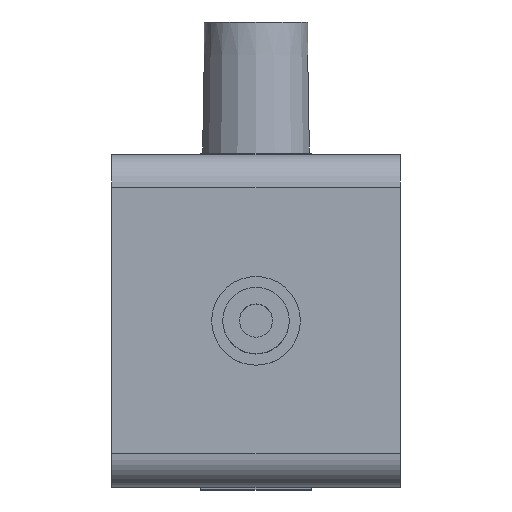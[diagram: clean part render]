
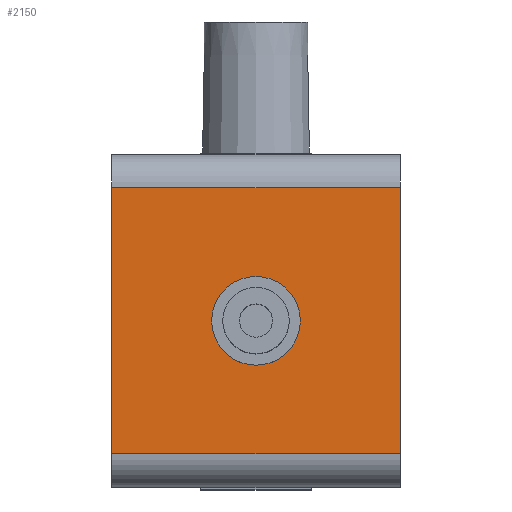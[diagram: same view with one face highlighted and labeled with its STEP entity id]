
A CAD part, top view. The second image highlights one B-rep face of the part: STEP entity #2150.
In plain terms, the highlighted planar face has unit normal (0, 0, 1).
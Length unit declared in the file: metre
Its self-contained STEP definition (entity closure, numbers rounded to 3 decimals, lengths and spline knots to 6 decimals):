
#222=LINE('',#3878,#446);
#223=LINE('',#3881,#447);
#224=LINE('',#3883,#448);
#225=LINE('',#3885,#449);
#446=VECTOR('',#3212,1.);
#447=VECTOR('',#3213,1.);
#448=VECTOR('',#3214,1.);
#449=VECTOR('',#3215,1.);
#538=PLANE('',#2739);
#938=ORIENTED_EDGE('',*,*,#1351,.F.);
#939=ORIENTED_EDGE('',*,*,#1352,.F.);
#940=ORIENTED_EDGE('',*,*,#1353,.T.);
#941=ORIENTED_EDGE('',*,*,#1354,.T.);
#942=ORIENTED_EDGE('',*,*,#1355,.T.);
#1351=EDGE_CURVE('',#1575,#1575,#1633,.F.);
#1352=EDGE_CURVE('',#1576,#1577,#222,.T.);
#1353=EDGE_CURVE('',#1576,#1578,#223,.T.);
#1354=EDGE_CURVE('',#1578,#1579,#224,.T.);
#1355=EDGE_CURVE('',#1579,#1577,#225,.F.);
#1575=VERTEX_POINT('',#3877);
#1576=VERTEX_POINT('',#3879);
#1577=VERTEX_POINT('',#3880);
#1578=VERTEX_POINT('',#3882);
#1579=VERTEX_POINT('',#3884);
#1633=CIRCLE('',#2740,0.002);
#1758=EDGE_LOOP('',(#938));
#1759=EDGE_LOOP('',(#939,#940,#941,#942));
#1914=FACE_BOUND('',#1758,.T.);
#1915=FACE_BOUND('',#1759,.T.);
#2150=ADVANCED_FACE('',(#1914,#1915),#538,.F.);
#2739=AXIS2_PLACEMENT_3D('',#3875,#3208,#3209);
#2740=AXIS2_PLACEMENT_3D('',#3876,#3210,#3211);
#3208=DIRECTION('',(0.,0.,-1.));
#3209=DIRECTION('',(-1.,0.,0.));
#3210=DIRECTION('',(0.,0.,-1.));
#3211=DIRECTION('',(-1.,0.,0.));
#3212=DIRECTION('',(0.,-1.,0.));
#3213=DIRECTION('',(-1.,0.,0.));
#3214=DIRECTION('',(0.,-1.,0.));
#3215=DIRECTION('',(-1.,0.,0.));
#3875=CARTESIAN_POINT('',(0.0065,0.,0.017));
#3876=CARTESIAN_POINT('',(0.,0.,0.017));
#3877=CARTESIAN_POINT('',(-0.002,0.,0.017));
#3878=CARTESIAN_POINT('',(0.0065,0.,0.017));
#3879=CARTESIAN_POINT('',(0.0065,0.006,0.017));
#3880=CARTESIAN_POINT('',(0.0065,-0.006,0.017));
#3881=CARTESIAN_POINT('',(0.0065,0.006,0.017));
#3882=CARTESIAN_POINT('',(-0.0065,0.006,0.017));
#3883=CARTESIAN_POINT('',(-0.0065,0.,0.017));
#3884=CARTESIAN_POINT('',(-0.0065,-0.006,0.017));
#3885=CARTESIAN_POINT('',(0.0065,-0.006,0.017));
